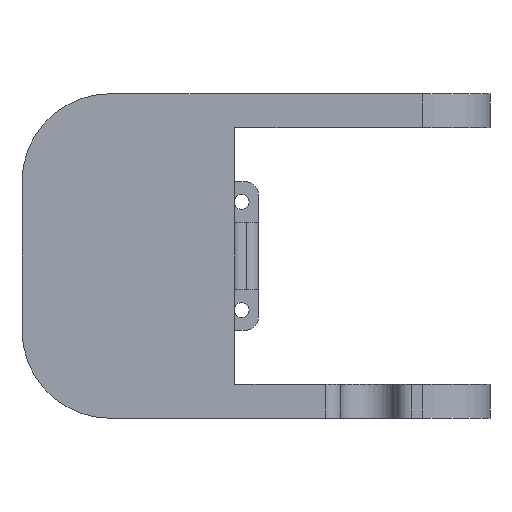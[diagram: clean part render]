
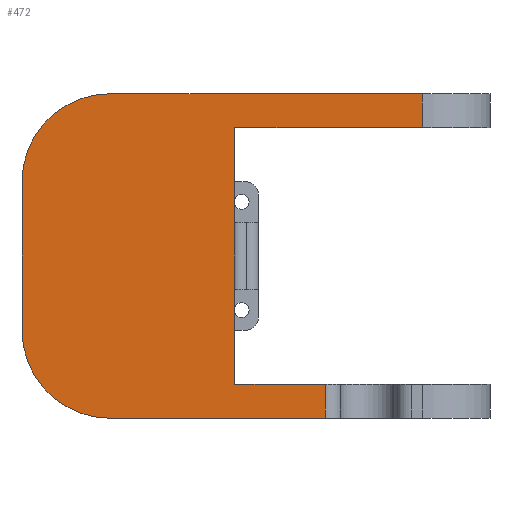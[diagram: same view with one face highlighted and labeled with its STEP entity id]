
A CAD part, front view. The second image highlights one B-rep face of the part: STEP entity #472.
In plain terms, the highlighted planar face has unit normal (0, -1, 0).
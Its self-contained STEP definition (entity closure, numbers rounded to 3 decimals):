
#2 = ORIENTED_EDGE ( 'NONE', *, *, #1239, .T. ) ;
#62 = VERTEX_POINT ( 'NONE', #2126 ) ;
#88 = VERTEX_POINT ( 'NONE', #216 ) ;
#107 = VECTOR ( 'NONE', #1464, 1000. ) ;
#138 = AXIS2_PLACEMENT_3D ( 'NONE', #766, #560, #1996 ) ;
#147 = VECTOR ( 'NONE', #691, 1000. ) ;
#162 = CARTESIAN_POINT ( 'NONE',  ( 37.65, -12., -19. ) ) ;
#181 = DIRECTION ( 'NONE',  ( 0., 0., 1. ) ) ;
#204 = VERTEX_POINT ( 'NONE', #2275 ) ;
#209 = DIRECTION ( 'NONE',  ( 1., 0., 0. ) ) ;
#216 = CARTESIAN_POINT ( 'NONE',  ( 37.65, -12., -24. ) ) ;
#225 = VECTOR ( 'NONE', #1583, 1000. ) ;
#232 = CIRCLE ( 'NONE', #2040, 13. ) ;
#368 = CARTESIAN_POINT ( 'NONE',  ( 62., -12., -19. ) ) ;
#379 = DIRECTION ( 'NONE',  ( 0., 0., 1. ) ) ;
#413 = LINE ( 'NONE', #2310, #1519 ) ;
#432 = LINE ( 'NONE', #894, #147 ) ;
#441 = VECTOR ( 'NONE', #379, 1000. ) ;
#472 = ADVANCED_FACE ( 'NONE', ( #571 ), #2605, .F. ) ;
#481 = EDGE_CURVE ( 'NONE', #2179, #1509, #977, .T. ) ;
#560 = DIRECTION ( 'NONE',  ( 0., 1., 0. ) ) ;
#571 = FACE_OUTER_BOUND ( 'NONE', #1544, .T. ) ;
#660 = ORIENTED_EDGE ( 'NONE', *, *, #2414, .T. ) ;
#691 = DIRECTION ( 'NONE',  ( 0., 0., 1. ) ) ;
#707 = DIRECTION ( 'NONE',  ( 0., 0., 1. ) ) ;
#766 = CARTESIAN_POINT ( 'NONE',  ( 44., -12., 24. ) ) ;
#820 = ORIENTED_EDGE ( 'NONE', *, *, #1149, .F. ) ;
#828 = LINE ( 'NONE', #1046, #1607 ) ;
#879 = ORIENTED_EDGE ( 'NONE', *, *, #2003, .T. ) ;
#894 = CARTESIAN_POINT ( 'NONE',  ( 37.65, -12., 24. ) ) ;
#977 = LINE ( 'NONE', #368, #2028 ) ;
#1046 = CARTESIAN_POINT ( 'NONE',  ( -10., -12., 24. ) ) ;
#1057 = LINE ( 'NONE', #2291, #107 ) ;
#1063 = VERTEX_POINT ( 'NONE', #2391 ) ;
#1095 = AXIS2_PLACEMENT_3D ( 'NONE', #1797, #1835, #181 ) ;
#1103 = ORIENTED_EDGE ( 'NONE', *, *, #2637, .T. ) ;
#1149 = EDGE_CURVE ( 'NONE', #1063, #2061, #828, .T. ) ;
#1174 = ORIENTED_EDGE ( 'NONE', *, *, #2165, .T. ) ;
#1205 = EDGE_CURVE ( 'NONE', #204, #88, #2054, .T. ) ;
#1239 = EDGE_CURVE ( 'NONE', #88, #2179, #432, .T. ) ;
#1260 = DIRECTION ( 'NONE',  ( 1., 0., 0. ) ) ;
#1370 = CARTESIAN_POINT ( 'NONE',  ( -7.25, -12., 11. ) ) ;
#1396 = DIRECTION ( 'NONE',  ( 1., 0., 0. ) ) ;
#1404 = VERTEX_POINT ( 'NONE', #2172 ) ;
#1417 = CARTESIAN_POINT ( 'NONE',  ( 44., -12., -24. ) ) ;
#1464 = DIRECTION ( 'NONE',  ( 0., 0., 1. ) ) ;
#1509 = VERTEX_POINT ( 'NONE', #2537 ) ;
#1519 = VECTOR ( 'NONE', #1260, 1000. ) ;
#1537 = CARTESIAN_POINT ( 'NONE',  ( 52., -12., 24. ) ) ;
#1544 = EDGE_LOOP ( 'NONE', ( #820, #879, #1103, #2560, #1855, #2, #2441, #2495, #660, #1174 ) ) ;
#1583 = DIRECTION ( 'NONE',  ( 0., 0., -1. ) ) ;
#1591 = DIRECTION ( 'NONE',  ( -1., 0., 0. ) ) ;
#1607 = VECTOR ( 'NONE', #1396, 1000. ) ;
#1624 = LINE ( 'NONE', #2014, #225 ) ;
#1655 = VERTEX_POINT ( 'NONE', #2413 ) ;
#1789 = CARTESIAN_POINT ( 'NONE',  ( 52., -12., 24. ) ) ;
#1797 = CARTESIAN_POINT ( 'NONE',  ( 5.75, -12., -11. ) ) ;
#1835 = DIRECTION ( 'NONE',  ( 0., -1., 0. ) ) ;
#1855 = ORIENTED_EDGE ( 'NONE', *, *, #1205, .T. ) ;
#1910 = EDGE_CURVE ( 'NONE', #1509, #1655, #1057, .T. ) ;
#1977 = LINE ( 'NONE', #1789, #441 ) ;
#1993 = CIRCLE ( 'NONE', #1095, 13. ) ;
#1996 = DIRECTION ( 'NONE',  ( 0., 0., 1. ) ) ;
#2003 = EDGE_CURVE ( 'NONE', #1063, #2477, #232, .T. ) ;
#2014 = CARTESIAN_POINT ( 'NONE',  ( -7.25, -12., 24. ) ) ;
#2028 = VECTOR ( 'NONE', #1591, 1000. ) ;
#2040 = AXIS2_PLACEMENT_3D ( 'NONE', #2104, #2546, #707 ) ;
#2054 = LINE ( 'NONE', #1417, #2204 ) ;
#2061 = VERTEX_POINT ( 'NONE', #1537 ) ;
#2104 = CARTESIAN_POINT ( 'NONE',  ( 5.75, -12., 11. ) ) ;
#2126 = CARTESIAN_POINT ( 'NONE',  ( 52., -12., 19. ) ) ;
#2165 = EDGE_CURVE ( 'NONE', #62, #2061, #1977, .T. ) ;
#2172 = CARTESIAN_POINT ( 'NONE',  ( -7.25, -12., -11. ) ) ;
#2179 = VERTEX_POINT ( 'NONE', #162 ) ;
#2204 = VECTOR ( 'NONE', #209, 1000. ) ;
#2275 = CARTESIAN_POINT ( 'NONE',  ( 5.75, -12., -24. ) ) ;
#2291 = CARTESIAN_POINT ( 'NONE',  ( 24.25, -12., 19. ) ) ;
#2310 = CARTESIAN_POINT ( 'NONE',  ( 62., -12., 19. ) ) ;
#2391 = CARTESIAN_POINT ( 'NONE',  ( 5.75, -12., 24. ) ) ;
#2413 = CARTESIAN_POINT ( 'NONE',  ( 24.25, -12., 19. ) ) ;
#2414 = EDGE_CURVE ( 'NONE', #1655, #62, #413, .T. ) ;
#2441 = ORIENTED_EDGE ( 'NONE', *, *, #481, .T. ) ;
#2477 = VERTEX_POINT ( 'NONE', #1370 ) ;
#2495 = ORIENTED_EDGE ( 'NONE', *, *, #1910, .T. ) ;
#2537 = CARTESIAN_POINT ( 'NONE',  ( 24.25, -12., -19. ) ) ;
#2546 = DIRECTION ( 'NONE',  ( 0., -1., 0. ) ) ;
#2560 = ORIENTED_EDGE ( 'NONE', *, *, #2646, .T. ) ;
#2605 = PLANE ( 'NONE',  #138 ) ;
#2637 = EDGE_CURVE ( 'NONE', #2477, #1404, #1624, .T. ) ;
#2646 = EDGE_CURVE ( 'NONE', #1404, #204, #1993, .T. ) ;
